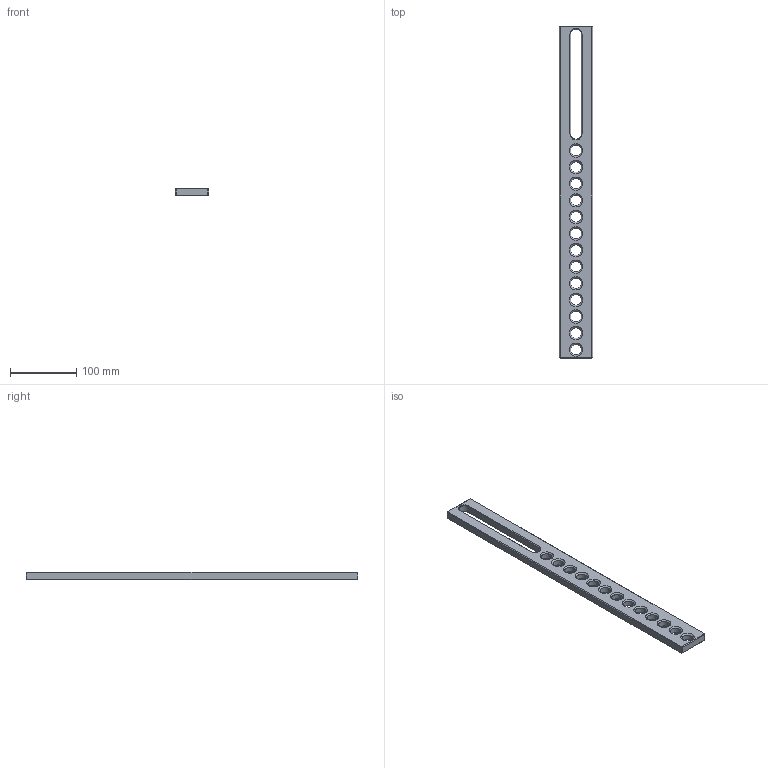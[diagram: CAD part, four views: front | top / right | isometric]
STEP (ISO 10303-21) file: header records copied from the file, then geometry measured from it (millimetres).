
FILE_DESCRIPTION(('STEP AP214'),'1');
FILE_NAME('160432.STP','2011-09-21T11:39:00',(' '),(' '),'Spatial InterOp 3D',' ',' ');
FILE_SCHEMA(('automotive_design'));
Length unit declared in the file: millimetre
Products named in the file (1): Quader
Bounding box: 50 x 500 x 12 mm (x, y, z)
Volume: 232498.7 mm3; surface area: 61633.7 mm2
Topology: 1 solids, 1 shells, 116 faces, 258 edges, 144 vertices
Faces by surface type: cone 56, plane 32, cylinder 28
Entity records: 4150 total; most frequent: DIRECTION 604, CARTESIAN_POINT 519, ORIENTED_EDGE 516, EDGE_CURVE 258, AXIS2_PLACEMENT_3D 229, LINE 146, VECTOR 146, EDGE_LOOP 144
